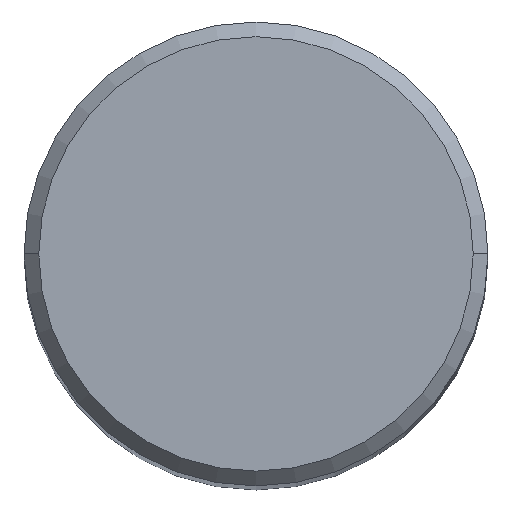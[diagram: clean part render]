
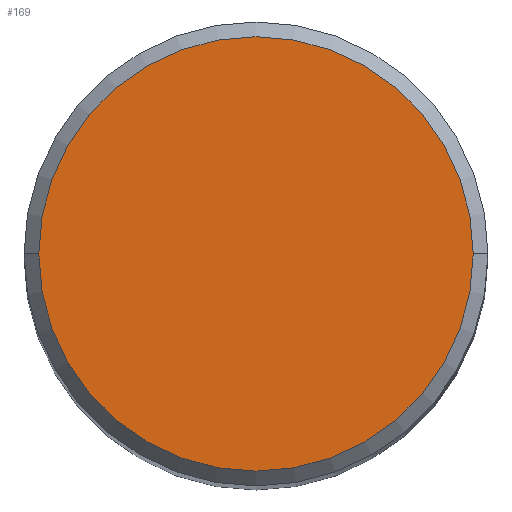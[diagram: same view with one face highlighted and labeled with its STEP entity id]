
A CAD part, top view. The second image highlights one B-rep face of the part: STEP entity #169.
In plain terms, the highlighted planar face has unit normal (0, 0, 1).
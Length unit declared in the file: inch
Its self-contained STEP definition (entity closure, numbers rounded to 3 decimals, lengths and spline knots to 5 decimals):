
#1 = DIRECTION ( 'NONE',  ( 0., 0., 1. ) ) ;
#9 = DIRECTION ( 'NONE',  ( 1., 0., 0. ) ) ;
#31 = AXIS2_PLACEMENT_3D ( 'NONE', #62, #177, #219 ) ;
#36 = EDGE_LOOP ( 'NONE', ( #118, #117 ) ) ;
#47 = FACE_OUTER_BOUND ( 'NONE', #36, .T. ) ;
#62 = CARTESIAN_POINT ( 'NONE',  ( 0., 0., 3.26772 ) ) ;
#66 = EDGE_CURVE ( 'NONE', #249, #198, #205, .T. ) ;
#73 = DIRECTION ( 'NONE',  ( 1., 0., 0. ) ) ;
#91 = AXIS2_PLACEMENT_3D ( 'NONE', #149, #1, #73 ) ;
#108 = EDGE_CURVE ( 'NONE', #198, #249, #187, .T. ) ;
#109 = DIRECTION ( 'NONE',  ( 0., 0., 1. ) ) ;
#117 = ORIENTED_EDGE ( 'NONE', *, *, #108, .T. ) ;
#118 = ORIENTED_EDGE ( 'NONE', *, *, #66, .T. ) ;
#128 = AXIS2_PLACEMENT_3D ( 'NONE', #217, #109, #9 ) ;
#146 = CARTESIAN_POINT ( 'NONE',  ( 0.22122, 0., 3.26772 ) ) ;
#148 = CARTESIAN_POINT ( 'NONE',  ( -0.22122, 0., 3.26772 ) ) ;
#149 = CARTESIAN_POINT ( 'NONE',  ( 0., 0., 3.26772 ) ) ;
#169 = ADVANCED_FACE ( 'NONE', ( #47 ), #224, .T. ) ;
#177 = DIRECTION ( 'NONE',  ( 0., 0., 1. ) ) ;
#187 = CIRCLE ( 'NONE', #128, 0.22122 ) ;
#198 = VERTEX_POINT ( 'NONE', #146 ) ;
#205 = CIRCLE ( 'NONE', #91, 0.22122 ) ;
#217 = CARTESIAN_POINT ( 'NONE',  ( 0., 0., 3.26772 ) ) ;
#219 = DIRECTION ( 'NONE',  ( 1., 0., 0. ) ) ;
#224 = PLANE ( 'NONE',  #31 ) ;
#249 = VERTEX_POINT ( 'NONE', #148 ) ;
